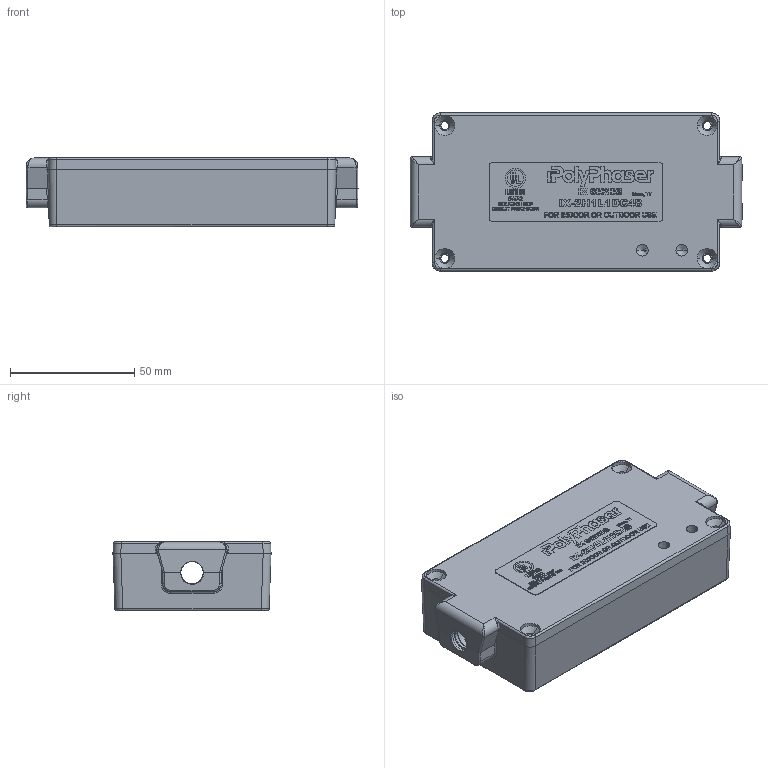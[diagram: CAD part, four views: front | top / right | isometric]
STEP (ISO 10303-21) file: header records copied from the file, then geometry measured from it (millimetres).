
FILE_DESCRIPTION (( 'STEP AP214' ), '1' );
FILE_NAME ('IX-2H1L1DC48.STEP', '2019-07-30T15:55:10', ( '' ), ( '' ), 'SwSTEP 2.0', 'SolidWorks 2019', '' );
FILE_SCHEMA (( 'AUTOMOTIVE_DESIGN' ));
Length unit declared in the file: inch
Products named in the file (14): 7020-3016; 7020-2750; 5331-0012-01; 5331-0013-01; 5331-0013; 7040-0109; 5331-0012; 9500-0041; IX-2H1L1DC48
Assembly tree (8 placements, depth 4):
  5331-0013
  7040-0109
  5331-0012
  7020-2750
  7020-3016
Bounding box: 133.35 x 63.5 x 27.9 mm (x, y, z)
Volume: 85224.3 mm3; surface area: 65146.8 mm2
Topology: 5 solids, 5 shells, 4793 faces, 12813 edges, 8413 vertices
Faces by surface type: plane 3091, bspline 1262, cylinder 400, cone 40
Entity records: 256300 total; most frequent: CARTESIAN_POINT 101448, ORIENTED_EDGE 25550, DIRECTION 17970, EDGE_CURVE 12775, LINE 9448, VECTOR 9448, VERTEX_POINT 8413, EDGE_LOOP 5236
